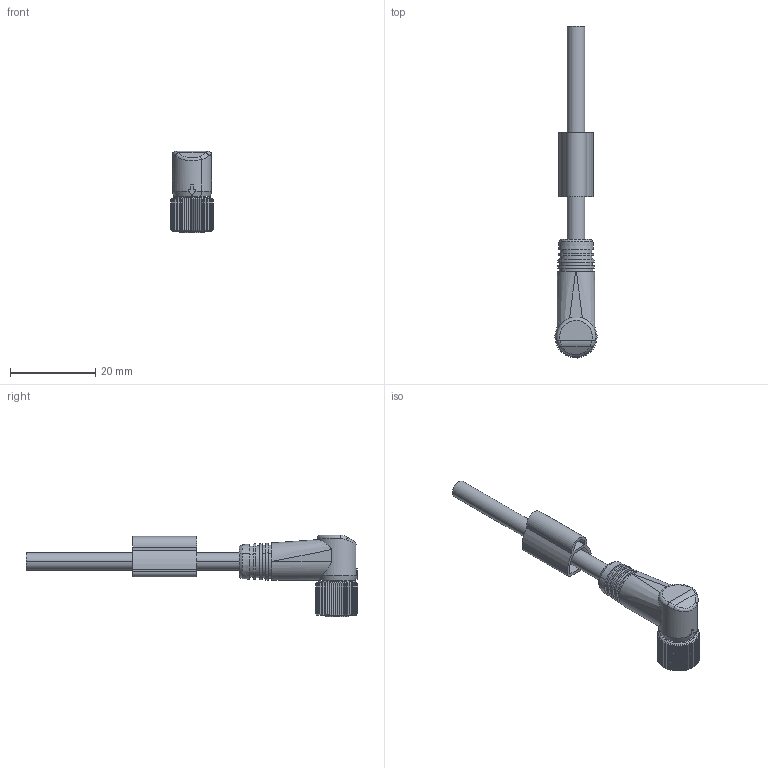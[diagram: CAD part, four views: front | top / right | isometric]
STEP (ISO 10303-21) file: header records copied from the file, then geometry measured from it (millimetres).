
FILE_DESCRIPTION(('CATIA V5 STEP Exchange','CAx-IF Rec.Pracs.--- Model Styling and Organization---1.4--- 2014-01-23'),'2;1');
FILE_NAME ('012768-1_0', '2021-03-29T11:30:21+00:00', ('none'), ('Weidmueller'), 'CATIA Version 5-6 Release 2016 SP3 HF44', 'CATIA V5 STEP AP214', 'none');
FILE_SCHEMA(('AUTOMOTIVE_DESIGN { 1 0 10303 214 1 1 1 1 }'));
Length unit declared in the file: millimetre
Products named in the file (1): 1383010150
Bounding box: 9.91 x 77.75 x 19.1 mm (x, y, z)
Volume: 3417.2 mm3; surface area: 4117.3 mm2
Topology: 24 solids, 24 shells, 620 faces, 1625 edges, 1079 vertices
Faces by surface type: plane 317, cylinder 221, cone 53, bspline 18, torus 11
Entity records: 19632 total; most frequent: CARTESIAN_POINT 5770, ORIENTED_EDGE 3250, DIRECTION 2093, EDGE_CURVE 1625, VERTEX_POINT 1079, AXIS2_PLACEMENT_3D 945, VECTOR 696, LINE 696
